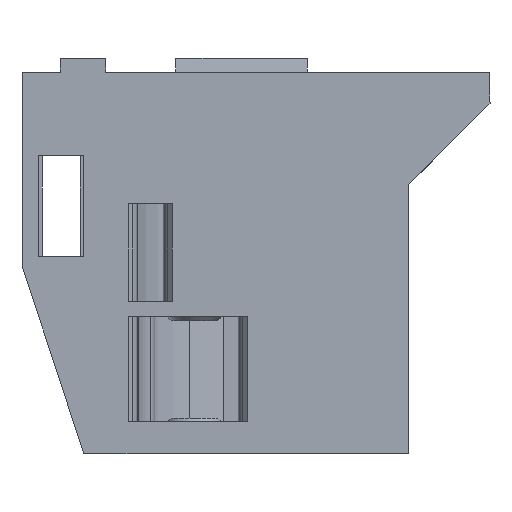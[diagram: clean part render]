
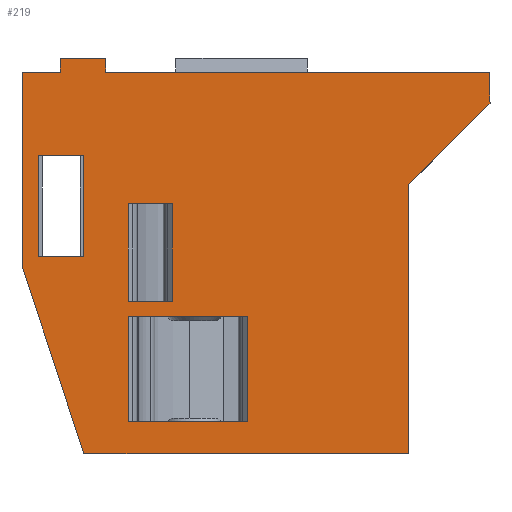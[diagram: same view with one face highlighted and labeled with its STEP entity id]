
A CAD part, front view. The second image highlights one B-rep face of the part: STEP entity #219.
In plain terms, the highlighted planar face has unit normal (0, -1, 0).
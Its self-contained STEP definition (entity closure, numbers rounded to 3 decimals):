
#219=ADVANCED_FACE('',(#1767,#1769,#1771,#1773),#1775,.T.);
#1767=FACE_BOUND('',#1768,.T.);
#1768=EDGE_LOOP('',(#3136,#3137,#3138,#3139,#3140,#3141,#3142,#3143,#3144,#3145,
#3146));
#1769=FACE_BOUND('',#1770,.T.);
#1770=EDGE_LOOP('',(#3147,#3148,#3149,#3150));
#1771=FACE_BOUND('',#1772,.T.);
#1772=EDGE_LOOP('',(#3151,#3152,#3153,#3154));
#1773=FACE_BOUND('',#1774,.T.);
#1774=EDGE_LOOP('',(#3155,#3156,#3157,#3158));
#1775=PLANE('',#1776);
#1776=AXIS2_PLACEMENT_3D('',#1777,#1778,#1779);
#1777=CARTESIAN_POINT('',(0.,153.,0.));
#1778=DIRECTION('',(0.,-1.,0.));
#1779=DIRECTION('',(0.,0.,-1.));
#3136=ORIENTED_EDGE('',*,*,#3951,.T.);
#3137=ORIENTED_EDGE('',*,*,#4019,.T.);
#3138=ORIENTED_EDGE('',*,*,#4020,.T.);
#3139=ORIENTED_EDGE('',*,*,#4021,.T.);
#3140=ORIENTED_EDGE('',*,*,#4022,.T.);
#3141=ORIENTED_EDGE('',*,*,#4023,.T.);
#3142=ORIENTED_EDGE('',*,*,#4024,.T.);
#3143=ORIENTED_EDGE('',*,*,#4025,.T.);
#3144=ORIENTED_EDGE('',*,*,#4026,.T.);
#3145=ORIENTED_EDGE('',*,*,#4027,.T.);
#3146=ORIENTED_EDGE('',*,*,#4028,.T.);
#3147=ORIENTED_EDGE('',*,*,#4029,.F.);
#3148=ORIENTED_EDGE('',*,*,#4030,.T.);
#3149=ORIENTED_EDGE('',*,*,#4031,.T.);
#3150=ORIENTED_EDGE('',*,*,#4032,.T.);
#3151=ORIENTED_EDGE('',*,*,#4033,.T.);
#3152=ORIENTED_EDGE('',*,*,#4034,.F.);
#3153=ORIENTED_EDGE('',*,*,#4035,.T.);
#3154=ORIENTED_EDGE('',*,*,#4036,.T.);
#3155=ORIENTED_EDGE('',*,*,#4037,.T.);
#3156=ORIENTED_EDGE('',*,*,#4038,.F.);
#3157=ORIENTED_EDGE('',*,*,#4039,.T.);
#3158=ORIENTED_EDGE('',*,*,#4040,.T.);
#3951=EDGE_CURVE('',#4433,#4431,#4434,.T.);
#4019=EDGE_CURVE('',#4431,#4553,#4555,.T.);
#4020=EDGE_CURVE('',#4553,#4556,#4557,.T.);
#4021=EDGE_CURVE('',#4556,#4558,#4559,.T.);
#4022=EDGE_CURVE('',#4558,#4560,#4561,.T.);
#4023=EDGE_CURVE('',#4560,#4562,#4563,.T.);
#4024=EDGE_CURVE('',#4562,#4564,#4565,.T.);
#4025=EDGE_CURVE('',#4564,#4566,#4567,.T.);
#4026=EDGE_CURVE('',#4566,#4568,#4569,.T.);
#4027=EDGE_CURVE('',#4568,#4570,#4571,.T.);
#4028=EDGE_CURVE('',#4570,#4433,#4572,.T.);
#4029=EDGE_CURVE('',#4573,#4574,#4575,.T.);
#4030=EDGE_CURVE('',#4573,#4576,#4577,.T.);
#4031=EDGE_CURVE('',#4576,#4578,#4579,.T.);
#4032=EDGE_CURVE('',#4578,#4574,#4580,.T.);
#4033=EDGE_CURVE('',#4581,#4582,#4583,.T.);
#4034=EDGE_CURVE('',#4584,#4582,#4585,.T.);
#4035=EDGE_CURVE('',#4584,#4586,#4587,.T.);
#4036=EDGE_CURVE('',#4586,#4581,#4588,.T.);
#4037=EDGE_CURVE('',#4589,#4590,#4591,.T.);
#4038=EDGE_CURVE('',#4592,#4590,#4593,.T.);
#4039=EDGE_CURVE('',#4592,#4594,#4595,.T.);
#4040=EDGE_CURVE('',#4594,#4589,#4596,.T.);
#4431=VERTEX_POINT('',#5276);
#4433=VERTEX_POINT('',#5280);
#4434=LINE('',#5281,#5282);
#4553=VERTEX_POINT('',#5539);
#4555=LINE('',#5543,#5544);
#4556=VERTEX_POINT('',#5546);
#4557=LINE('',#5547,#5548);
#4558=VERTEX_POINT('',#5550);
#4559=LINE('',#5551,#5552);
#4560=VERTEX_POINT('',#5554);
#4561=LINE('',#5555,#5556);
#4562=VERTEX_POINT('',#5558);
#4563=LINE('',#5559,#5560);
#4564=VERTEX_POINT('',#5562);
#4565=LINE('',#5563,#5564);
#4566=VERTEX_POINT('',#5566);
#4567=LINE('',#5567,#5568);
#4568=VERTEX_POINT('',#5570);
#4569=LINE('',#5571,#5572);
#4570=VERTEX_POINT('',#5574);
#4571=LINE('',#5575,#5576);
#4572=LINE('',#5578,#5579);
#4573=VERTEX_POINT('',#5581);
#4574=VERTEX_POINT('',#5582);
#4575=LINE('',#5583,#5584);
#4576=VERTEX_POINT('',#5586);
#4577=LINE('',#5587,#5588);
#4578=VERTEX_POINT('',#5590);
#4579=LINE('',#5591,#5592);
#4580=LINE('',#5594,#5595);
#4581=VERTEX_POINT('',#5597);
#4582=VERTEX_POINT('',#5598);
#4583=LINE('',#5599,#5600);
#4584=VERTEX_POINT('',#5602);
#4585=LINE('',#5603,#5604);
#4586=VERTEX_POINT('',#5606);
#4587=LINE('',#5607,#5608);
#4588=LINE('',#5610,#5611);
#4589=VERTEX_POINT('',#5613);
#4590=VERTEX_POINT('',#5614);
#4591=LINE('',#5615,#5616);
#4592=VERTEX_POINT('',#5618);
#4593=LINE('',#5619,#5620);
#4594=VERTEX_POINT('',#5622);
#4595=LINE('',#5623,#5624);
#4596=LINE('',#5626,#5627);
#5276=CARTESIAN_POINT('',(12.855,153.,-260.));
#5280=CARTESIAN_POINT('',(12.855,153.,-235.));
#5281=CARTESIAN_POINT('',(12.855,153.,-235.));
#5282=VECTOR('',#5283,1.);
#5283=DIRECTION('',(0.,0.,-1.));
#5539=CARTESIAN_POINT('',(20.855,153.,-284.3));
#5543=CARTESIAN_POINT('',(12.855,153.,-260.));
#5544=VECTOR('',#5545,1.);
#5545=DIRECTION('',(0.313,0.,-0.95));
#5546=CARTESIAN_POINT('',(62.855,153.,-284.3));
#5547=CARTESIAN_POINT('',(20.855,153.,-284.3));
#5548=VECTOR('',#5549,1.);
#5549=DIRECTION('',(1.,0.,0.));
#5550=CARTESIAN_POINT('',(62.855,153.,-249.5));
#5551=CARTESIAN_POINT('',(62.855,153.,-284.3));
#5552=VECTOR('',#5553,1.);
#5553=DIRECTION('',(0.,0.,1.));
#5554=CARTESIAN_POINT('',(73.355,153.,-239.));
#5555=CARTESIAN_POINT('',(62.855,153.,-249.5));
#5556=VECTOR('',#5557,1.);
#5557=DIRECTION('',(0.707,0.,0.707));
#5558=CARTESIAN_POINT('',(73.355,153.,-235.));
#5559=CARTESIAN_POINT('',(73.355,153.,-239.));
#5560=VECTOR('',#5561,1.);
#5561=DIRECTION('',(0.,0.,1.));
#5562=CARTESIAN_POINT('',(23.7,153.,-235.));
#5563=CARTESIAN_POINT('',(73.355,153.,-235.));
#5564=VECTOR('',#5565,1.);
#5565=DIRECTION('',(-1.,0.,0.));
#5566=CARTESIAN_POINT('',(23.7,153.,-233.2));
#5567=CARTESIAN_POINT('',(23.7,153.,-235.));
#5568=VECTOR('',#5569,1.);
#5569=DIRECTION('',(0.,0.,1.));
#5570=CARTESIAN_POINT('',(17.8,153.,-233.2));
#5571=CARTESIAN_POINT('',(23.7,153.,-233.2));
#5572=VECTOR('',#5573,1.);
#5573=DIRECTION('',(-1.,0.,0.));
#5574=CARTESIAN_POINT('',(17.8,153.,-235.));
#5575=CARTESIAN_POINT('',(17.8,153.,-233.2));
#5576=VECTOR('',#5577,1.);
#5577=DIRECTION('',(0.,0.,-1.));
#5578=CARTESIAN_POINT('',(17.8,153.,-235.));
#5579=VECTOR('',#5580,1.);
#5580=DIRECTION('',(-1.,0.,0.));
#5581=CARTESIAN_POINT('',(20.855,153.,-258.8));
#5582=CARTESIAN_POINT('',(20.855,153.,-245.8));
#5583=CARTESIAN_POINT('',(20.855,153.,-258.8));
#5584=VECTOR('',#5585,1.);
#5585=DIRECTION('',(0.,0.,1.));
#5586=CARTESIAN_POINT('',(14.955,153.,-258.8));
#5587=CARTESIAN_POINT('',(20.855,153.,-258.8));
#5588=VECTOR('',#5589,1.);
#5589=DIRECTION('',(-1.,0.,0.));
#5590=CARTESIAN_POINT('',(14.955,153.,-245.8));
#5591=CARTESIAN_POINT('',(14.955,153.,-258.8));
#5592=VECTOR('',#5593,1.);
#5593=DIRECTION('',(0.,0.,1.));
#5594=CARTESIAN_POINT('',(14.955,153.,-245.8));
#5595=VECTOR('',#5596,1.);
#5596=DIRECTION('',(1.,0.,0.));
#5597=CARTESIAN_POINT('',(26.578,153.,-266.6));
#5598=CARTESIAN_POINT('',(41.987,153.,-266.6));
#5599=CARTESIAN_POINT('',(26.578,153.,-266.6));
#5600=VECTOR('',#5601,1.);
#5601=DIRECTION('',(1.,0.,0.));
#5602=CARTESIAN_POINT('',(41.987,153.,-280.2));
#5603=CARTESIAN_POINT('',(41.987,153.,-280.2));
#5604=VECTOR('',#5605,1.);
#5605=DIRECTION('',(0.,0.,1.));
#5606=CARTESIAN_POINT('',(26.578,153.,-280.2));
#5607=CARTESIAN_POINT('',(41.987,153.,-280.2));
#5608=VECTOR('',#5609,1.);
#5609=DIRECTION('',(-1.,0.,0.));
#5610=CARTESIAN_POINT('',(26.578,153.,-280.2));
#5611=VECTOR('',#5612,1.);
#5612=DIRECTION('',(0.,0.,1.));
#5613=CARTESIAN_POINT('',(26.578,153.,-252.));
#5614=CARTESIAN_POINT('',(32.302,153.,-252.));
#5615=CARTESIAN_POINT('',(26.578,153.,-252.));
#5616=VECTOR('',#5617,1.);
#5617=DIRECTION('',(1.,0.,0.));
#5618=CARTESIAN_POINT('',(32.302,153.,-264.6));
#5619=CARTESIAN_POINT('',(32.302,153.,-264.6));
#5620=VECTOR('',#5621,1.);
#5621=DIRECTION('',(0.,0.,1.));
#5622=CARTESIAN_POINT('',(26.578,153.,-264.6));
#5623=CARTESIAN_POINT('',(32.302,153.,-264.6));
#5624=VECTOR('',#5625,1.);
#5625=DIRECTION('',(-1.,0.,0.));
#5626=CARTESIAN_POINT('',(26.578,153.,-264.6));
#5627=VECTOR('',#5628,1.);
#5628=DIRECTION('',(0.,0.,1.));
